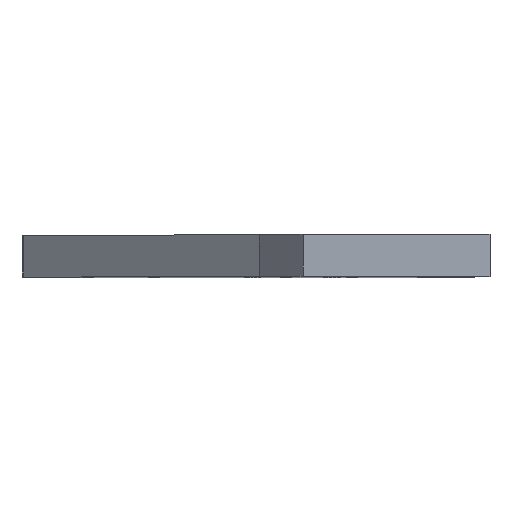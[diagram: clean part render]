
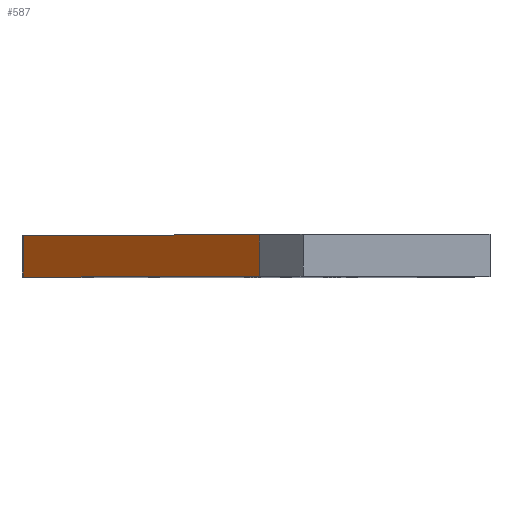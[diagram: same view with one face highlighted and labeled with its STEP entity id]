
A CAD part, top view. The second image highlights one B-rep face of the part: STEP entity #587.
In plain terms, the highlighted planar face has unit normal (-0.645, 0, 0.764).
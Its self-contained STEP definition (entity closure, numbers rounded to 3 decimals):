
#107=FACE_OUTER_BOUND('',#151,.T.);
#151=EDGE_LOOP('',(#478,#479,#480,#481));
#185=LINE('',#856,#231);
#208=LINE('',#952,#254);
#209=LINE('',#954,#255);
#210=LINE('',#955,#256);
#231=VECTOR('',#684,10.);
#254=VECTOR('',#783,10.);
#255=VECTOR('',#784,10.);
#256=VECTOR('',#785,10.);
#277=VERTEX_POINT('',#853);
#278=VERTEX_POINT('',#855);
#313=VERTEX_POINT('',#951);
#314=VERTEX_POINT('',#953);
#329=EDGE_CURVE('',#277,#278,#185,.T.);
#377=EDGE_CURVE('',#313,#278,#208,.T.);
#378=EDGE_CURVE('',#314,#277,#209,.T.);
#379=EDGE_CURVE('',#313,#314,#210,.T.);
#478=ORIENTED_EDGE('',*,*,#377,.T.);
#479=ORIENTED_EDGE('',*,*,#329,.F.);
#480=ORIENTED_EDGE('',*,*,#378,.F.);
#481=ORIENTED_EDGE('',*,*,#379,.F.);
#564=PLANE('',#655);
#587=ADVANCED_FACE('',(#107),#564,.T.);
#655=AXIS2_PLACEMENT_3D('',#950,#781,#782);
#684=DIRECTION('',(0.764,0.,0.645));
#781=DIRECTION('center_axis',(-0.645,0.,
0.764));
#782=DIRECTION('ref_axis',(0.764,0.,0.645));
#783=DIRECTION('',(0.,1.,0.));
#784=DIRECTION('',(0.,1.,0.));
#785=DIRECTION('',(-0.764,0.,-0.645));
#853=CARTESIAN_POINT('',(34.929,-35.622,196.813));
#855=CARTESIAN_POINT('',(106.575,-35.622,257.31));
#856=CARTESIAN_POINT('',(34.929,-35.622,196.813));
#950=CARTESIAN_POINT('Origin',(34.929,-55.622,196.813));
#951=CARTESIAN_POINT('',(106.575,-48.322,257.31));
#952=CARTESIAN_POINT('',(106.575,-55.622,257.31));
#953=CARTESIAN_POINT('',(34.929,-48.322,196.813));
#954=CARTESIAN_POINT('',(34.929,-45.622,196.813));
#955=CARTESIAN_POINT('',(45.691,-48.322,205.9));
